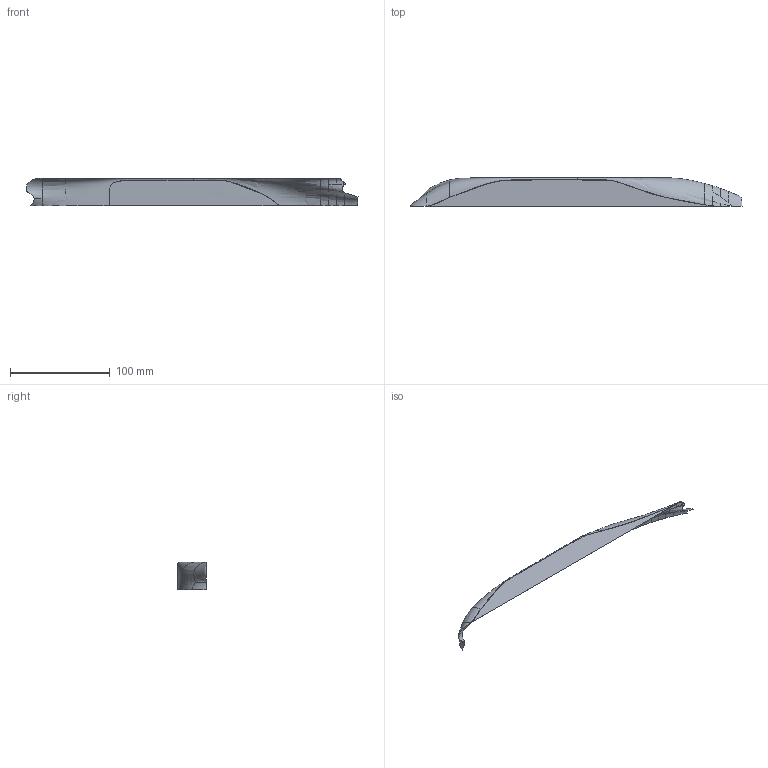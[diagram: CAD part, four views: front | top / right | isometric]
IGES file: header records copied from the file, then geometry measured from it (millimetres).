
Start section: START RECORD GO HERE.
Global section: file name: kvlcc2_CATIA.igs; native system: IBM CATIA IGES - CATIA Version 5 Release 12 ; preprocessor: CATIA Version 5 Release 12 ; author: prs; organization: FORCE; date: 20040805.134444; units: millimetre
Bounding box: 333.58 x 29.06 x 28 mm (x, y, z)
Surface area: 21476.5 mm2 (no closed solid volume)
Topology: 0 solids, 0 shells, 19 faces, 159 edges, 161 vertices
Faces by surface type: bspline 19
